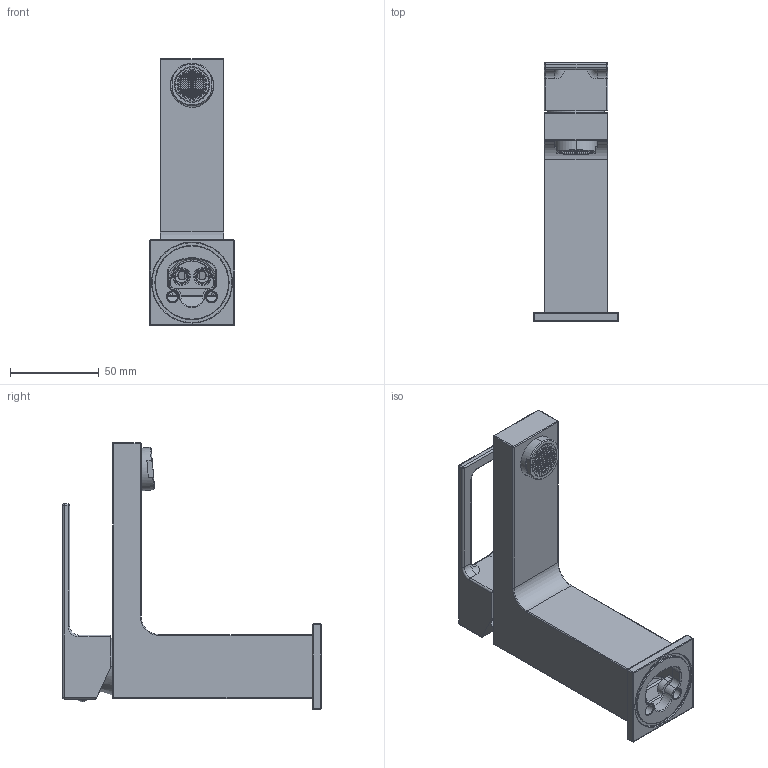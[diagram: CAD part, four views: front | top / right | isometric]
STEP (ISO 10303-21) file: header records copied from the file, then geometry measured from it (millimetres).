
FILE_DESCRIPTION((''),'2;1');
FILE_NAME('EF071CR','2021-01-14T08:15:00',('ut3'),('PAFFONI SpA'),'CREO PARAMETRIC BY PTC INC, 2020044','CREO PARAMETRIC BY PTC INC, 2020044','');
FILE_SCHEMA(('CONFIG_CONTROL_DESIGN','SHAPE_APPEARANCE_LAYERS_GROUPS'));
Products named in the file (1): EF071CR
Bounding box: 48 x 145.58 x 150 mm (x, y, z)
Volume: 125163.8 mm3; surface area: 77641.9 mm2
Topology: 4 solids, 4 shells, 1996 faces, 5628 edges, 3642 vertices
Faces by surface type: plane 1556, cylinder 243, cone 68, torus 62, sphere 44, bspline 23
Entity records: 82576 total; most frequent: CARTESIAN_POINT 13476, ORIENTED_EDGE 11240, DIRECTION 11020, EDGE_CURVE 5620, VECTOR 3912, LINE 3912, VERTEX_POINT 3642, AXIS2_PLACEMENT_3D 3554
